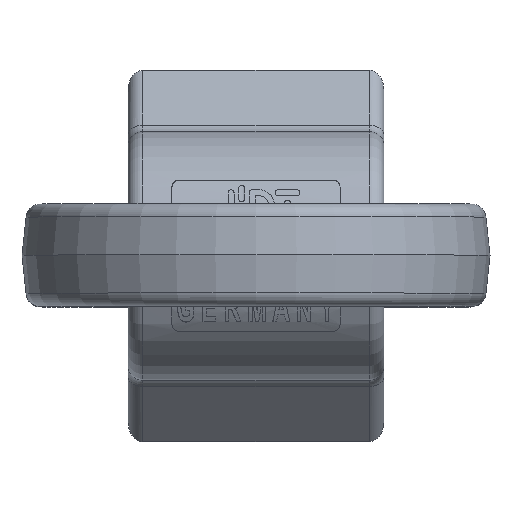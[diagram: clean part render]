
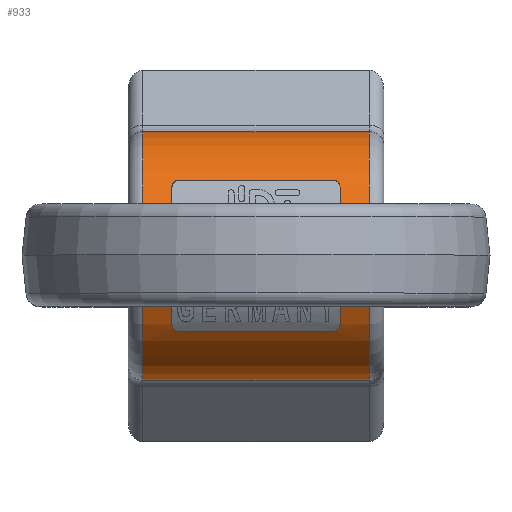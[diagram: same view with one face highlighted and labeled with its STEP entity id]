
A CAD part, top view. The second image highlights one B-rep face of the part: STEP entity #933.
In plain terms, the highlighted cylindrical face has radius 17 mm (diameter 34 mm), a partial arc.
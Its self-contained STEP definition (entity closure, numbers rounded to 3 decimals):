
#933=ADVANCED_FACE('',(#1782,#1783),#1387,.T.);
#1387=CYLINDRICAL_SURFACE('',#7979,17.);
#1477=B_SPLINE_CURVE_WITH_KNOTS('',3,(#10514,#10515,#10516,#10517,#10518,
#10519,#10520,#10521,#10522,#10523,#10524,#10525,#10526,#10527,#10528,#10529,
#10530,#10531,#10532),.UNSPECIFIED.,.F.,.F.,(4,3,3,3,3,3,4),(0.,0.165,
0.329,0.506,0.719,0.971,
1.),.UNSPECIFIED.);
#1478=B_SPLINE_CURVE_WITH_KNOTS('',3,(#10537,#10538,#10539,#10540,#10541,
#10542,#10543,#10544,#10545,#10546,#10547,#10548,#10549,#10550,#10551,#10552),
 .UNSPECIFIED.,.F.,.F.,(4,3,3,3,3,4),(0.,0.292,0.57,
0.759,0.951,1.),.UNSPECIFIED.);
#1479=B_SPLINE_CURVE_WITH_KNOTS('',3,(#10556,#10557,#10558,#10559,#10560,
#10561,#10562,#10563,#10564,#10565,#10566,#10567,#10568,#10569,#10570,#10571,
#10572,#10573,#10574),.UNSPECIFIED.,.F.,.F.,(4,3,3,3,3,3,4),(0.,0.165,
0.329,0.506,0.719,0.971,
1.),.UNSPECIFIED.);
#1480=B_SPLINE_CURVE_WITH_KNOTS('',3,(#10578,#10579,#10580,#10581,#10582,
#10583,#10584,#10585,#10586,#10587,#10588,#10589,#10590,#10591,#10592,#10593),
 .UNSPECIFIED.,.F.,.F.,(4,3,3,3,3,4),(0.,0.292,0.57,
0.759,0.951,1.),.UNSPECIFIED.);
#1782=FACE_BOUND('',#1829,.T.);
#1783=FACE_BOUND('',#1830,.T.);
#1829=EDGE_LOOP('',(#2525,#2526,#2527,#2528));
#1830=EDGE_LOOP('',(#2529,#2530,#2531,#2532,#2533,#2534,#2535,#2536));
#2319=CIRCLE('',#7975,17.);
#2320=CIRCLE('',#7976,17.);
#2321=CIRCLE('',#7977,17.);
#2322=CIRCLE('',#7978,17.);
#2525=ORIENTED_EDGE('',*,*,#5557,.T.);
#2526=ORIENTED_EDGE('',*,*,#5558,.T.);
#2527=ORIENTED_EDGE('',*,*,#5559,.T.);
#2528=ORIENTED_EDGE('',*,*,#5560,.T.);
#2529=ORIENTED_EDGE('',*,*,#5561,.F.);
#2530=ORIENTED_EDGE('',*,*,#5562,.F.);
#2531=ORIENTED_EDGE('',*,*,#5563,.F.);
#2532=ORIENTED_EDGE('',*,*,#5564,.F.);
#2533=ORIENTED_EDGE('',*,*,#5565,.F.);
#2534=ORIENTED_EDGE('',*,*,#5566,.F.);
#2535=ORIENTED_EDGE('',*,*,#5567,.F.);
#2536=ORIENTED_EDGE('',*,*,#5568,.F.);
#4825=VERTEX_POINT('',#10507);
#4826=VERTEX_POINT('',#10508);
#4827=VERTEX_POINT('',#10510);
#4828=VERTEX_POINT('',#10512);
#4829=VERTEX_POINT('',#10533);
#4830=VERTEX_POINT('',#10534);
#4831=VERTEX_POINT('',#10536);
#4832=VERTEX_POINT('',#10553);
#4833=VERTEX_POINT('',#10555);
#4834=VERTEX_POINT('',#10575);
#4835=VERTEX_POINT('',#10577);
#4836=VERTEX_POINT('',#10594);
#5557=EDGE_CURVE('',#4825,#4826,#6707,.T.);
#5558=EDGE_CURVE('',#4826,#4827,#2319,.T.);
#5559=EDGE_CURVE('',#4827,#4828,#6708,.T.);
#5560=EDGE_CURVE('',#4828,#4825,#2320,.T.);
#5561=EDGE_CURVE('',#4829,#4830,#1477,.T.);
#5562=EDGE_CURVE('',#4831,#4829,#6709,.T.);
#5563=EDGE_CURVE('',#4832,#4831,#1478,.T.);
#5564=EDGE_CURVE('',#4833,#4832,#2321,.T.);
#5565=EDGE_CURVE('',#4834,#4833,#1479,.T.);
#5566=EDGE_CURVE('',#4835,#4834,#6710,.T.);
#5567=EDGE_CURVE('',#4836,#4835,#1480,.T.);
#5568=EDGE_CURVE('',#4830,#4836,#2322,.T.);
#6707=LINE('',#10506,#7315);
#6708=LINE('',#10511,#7316);
#6709=LINE('',#10535,#7317);
#6710=LINE('',#10576,#7318);
#7315=VECTOR('',#8600,1.);
#7316=VECTOR('',#8603,1.);
#7317=VECTOR('',#8606,1.);
#7318=VECTOR('',#8609,1.);
#7975=AXIS2_PLACEMENT_3D('',#10509,#8601,#8602);
#7976=AXIS2_PLACEMENT_3D('',#10513,#8604,#8605);
#7977=AXIS2_PLACEMENT_3D('',#10554,#8607,#8608);
#7978=AXIS2_PLACEMENT_3D('',#10595,#8610,#8611);
#7979=AXIS2_PLACEMENT_3D('',#10596,#8612,#8613);
#8600=DIRECTION('',(-1.,0.,0.));
#8601=DIRECTION('',(1.,0.,0.));
#8602=DIRECTION('',(0.,0.,-1.));
#8603=DIRECTION('',(1.,0.,0.));
#8604=DIRECTION('',(-1.,0.,0.));
#8605=DIRECTION('',(0.,0.,1.));
#8606=DIRECTION('',(1.,0.,0.));
#8607=DIRECTION('',(1.,0.,0.));
#8608=DIRECTION('',(0.,0.,-1.));
#8609=DIRECTION('',(-1.,0.,0.));
#8610=DIRECTION('',(-1.,0.,0.));
#8611=DIRECTION('',(0.,0.,1.));
#8612=DIRECTION('',(-1.,0.,0.));
#8613=DIRECTION('',(0.,0.,-1.));
#10506=CARTESIAN_POINT('',(0.,16.997,-0.303));
#10507=CARTESIAN_POINT('',(15.5,16.997,-0.303));
#10508=CARTESIAN_POINT('',(-15.5,16.997,-0.303));
#10509=CARTESIAN_POINT('',(-15.5,0.,0.));
#10510=CARTESIAN_POINT('',(-15.5,-16.997,-0.303));
#10511=CARTESIAN_POINT('',(0.,-16.997,-0.303));
#10512=CARTESIAN_POINT('',(15.5,-16.997,-0.303));
#10513=CARTESIAN_POINT('',(15.5,0.,0.));
#10514=CARTESIAN_POINT('',(10.5,-10.35,13.486));
#10515=CARTESIAN_POINT('',(10.596,-10.35,13.486));
#10516=CARTESIAN_POINT('',(10.693,-10.336,13.497));
#10517=CARTESIAN_POINT('',(10.783,-10.309,13.517));
#10518=CARTESIAN_POINT('',(10.872,-10.283,13.538));
#10519=CARTESIAN_POINT('',(10.957,-10.244,13.567));
#10520=CARTESIAN_POINT('',(11.032,-10.197,13.602));
#10521=CARTESIAN_POINT('',(11.113,-10.146,13.641));
#10522=CARTESIAN_POINT('',(11.185,-10.084,13.686));
#10523=CARTESIAN_POINT('',(11.245,-10.017,13.735));
#10524=CARTESIAN_POINT('',(11.318,-9.936,13.795));
#10525=CARTESIAN_POINT('',(11.375,-9.845,13.86));
#10526=CARTESIAN_POINT('',(11.417,-9.749,13.927));
#10527=CARTESIAN_POINT('',(11.466,-9.636,14.006));
#10528=CARTESIAN_POINT('',(11.494,-9.515,14.089));
#10529=CARTESIAN_POINT('',(11.499,-9.393,14.17));
#10530=CARTESIAN_POINT('',(11.5,-9.378,14.179));
#10531=CARTESIAN_POINT('',(11.5,-9.364,14.188));
#10532=CARTESIAN_POINT('',(11.5,-9.35,14.198));
#10533=CARTESIAN_POINT('',(10.5,-10.35,13.486));
#10534=CARTESIAN_POINT('',(11.5,-9.35,14.198));
#10535=CARTESIAN_POINT('',(0.,-10.35,13.486));
#10536=CARTESIAN_POINT('',(-10.5,-10.35,13.486));
#10537=CARTESIAN_POINT('',(-11.5,-9.35,14.198));
#10538=CARTESIAN_POINT('',(-11.5,-9.491,14.105));
#10539=CARTESIAN_POINT('',(-11.47,-9.634,14.008));
#10540=CARTESIAN_POINT('',(-11.41,-9.764,13.917));
#10541=CARTESIAN_POINT('',(-11.355,-9.887,13.83));
#10542=CARTESIAN_POINT('',(-11.271,-10.003,13.746));
#10543=CARTESIAN_POINT('',(-11.163,-10.099,13.675));
#10544=CARTESIAN_POINT('',(-11.089,-10.164,13.627));
#10545=CARTESIAN_POINT('',(-11.001,-10.222,13.584));
#10546=CARTESIAN_POINT('',(-10.904,-10.265,13.551));
#10547=CARTESIAN_POINT('',(-10.807,-10.308,13.519));
#10548=CARTESIAN_POINT('',(-10.698,-10.337,13.497));
#10549=CARTESIAN_POINT('',(-10.587,-10.346,13.489));
#10550=CARTESIAN_POINT('',(-10.558,-10.349,13.487));
#10551=CARTESIAN_POINT('',(-10.529,-10.35,13.486));
#10552=CARTESIAN_POINT('',(-10.5,-10.35,13.486));
#10553=CARTESIAN_POINT('',(-11.5,-9.35,14.198));
#10554=CARTESIAN_POINT('',(-11.5,0.,0.));
#10555=CARTESIAN_POINT('',(-11.5,9.35,14.198));
#10556=CARTESIAN_POINT('',(-10.5,10.35,13.486));
#10557=CARTESIAN_POINT('',(-10.596,10.35,13.486));
#10558=CARTESIAN_POINT('',(-10.693,10.336,13.497));
#10559=CARTESIAN_POINT('',(-10.783,10.309,13.517));
#10560=CARTESIAN_POINT('',(-10.872,10.283,13.538));
#10561=CARTESIAN_POINT('',(-10.957,10.244,13.567));
#10562=CARTESIAN_POINT('',(-11.032,10.197,13.602));
#10563=CARTESIAN_POINT('',(-11.113,10.146,13.641));
#10564=CARTESIAN_POINT('',(-11.185,10.084,13.686));
#10565=CARTESIAN_POINT('',(-11.245,10.017,13.735));
#10566=CARTESIAN_POINT('',(-11.318,9.936,13.795));
#10567=CARTESIAN_POINT('',(-11.375,9.845,13.86));
#10568=CARTESIAN_POINT('',(-11.417,9.749,13.927));
#10569=CARTESIAN_POINT('',(-11.466,9.636,14.006));
#10570=CARTESIAN_POINT('',(-11.494,9.515,14.089));
#10571=CARTESIAN_POINT('',(-11.499,9.393,14.17));
#10572=CARTESIAN_POINT('',(-11.5,9.378,14.179));
#10573=CARTESIAN_POINT('',(-11.5,9.364,14.188));
#10574=CARTESIAN_POINT('',(-11.5,9.35,14.198));
#10575=CARTESIAN_POINT('',(-10.5,10.35,13.486));
#10576=CARTESIAN_POINT('',(0.,10.35,13.486));
#10577=CARTESIAN_POINT('',(10.5,10.35,13.486));
#10578=CARTESIAN_POINT('',(11.5,9.35,14.198));
#10579=CARTESIAN_POINT('',(11.5,9.491,14.105));
#10580=CARTESIAN_POINT('',(11.47,9.634,14.008));
#10581=CARTESIAN_POINT('',(11.41,9.764,13.917));
#10582=CARTESIAN_POINT('',(11.355,9.887,13.83));
#10583=CARTESIAN_POINT('',(11.271,10.003,13.746));
#10584=CARTESIAN_POINT('',(11.163,10.099,13.675));
#10585=CARTESIAN_POINT('',(11.089,10.164,13.627));
#10586=CARTESIAN_POINT('',(11.001,10.222,13.584));
#10587=CARTESIAN_POINT('',(10.904,10.265,13.551));
#10588=CARTESIAN_POINT('',(10.807,10.308,13.519));
#10589=CARTESIAN_POINT('',(10.698,10.337,13.497));
#10590=CARTESIAN_POINT('',(10.587,10.346,13.489));
#10591=CARTESIAN_POINT('',(10.558,10.349,13.487));
#10592=CARTESIAN_POINT('',(10.529,10.35,13.486));
#10593=CARTESIAN_POINT('',(10.5,10.35,13.486));
#10594=CARTESIAN_POINT('',(11.5,9.35,14.198));
#10595=CARTESIAN_POINT('',(11.5,0.,0.));
#10596=CARTESIAN_POINT('',(0.,0.,0.));
